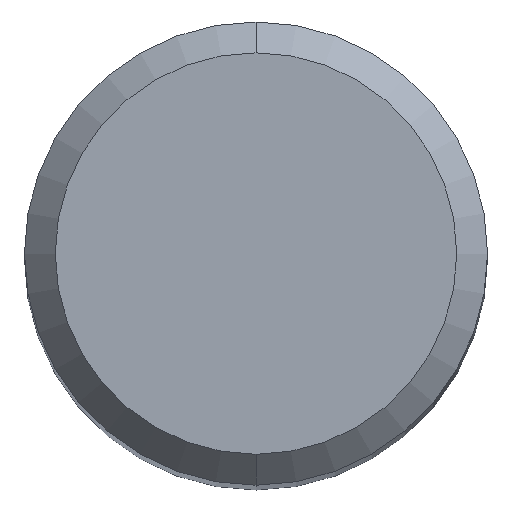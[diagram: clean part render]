
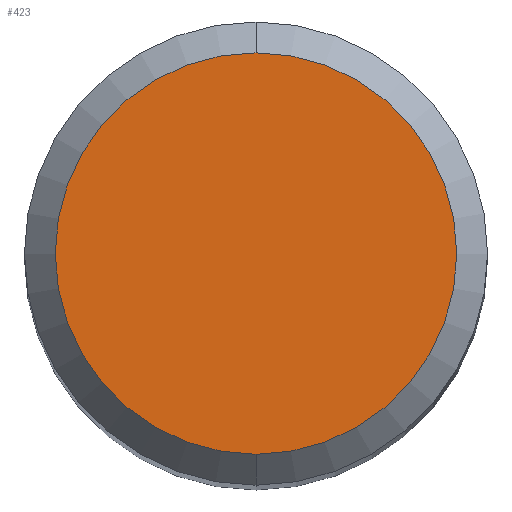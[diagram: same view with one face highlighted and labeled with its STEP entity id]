
A CAD part, top view. The second image highlights one B-rep face of the part: STEP entity #423.
In plain terms, the highlighted planar face has unit normal (0, 0, 1).
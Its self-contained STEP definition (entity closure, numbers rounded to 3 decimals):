
#197=EDGE_CURVE('',#427,#421,#490,.T.);
#287=EDGE_CURVE('',#421,#427,#588,.T.);
#421=VERTEX_POINT('',#737);
#423=ADVANCED_FACE('',(#739),#740,.T.);
#427=VERTEX_POINT('',#744);
#490=CIRCLE('',#857,2.6);
#588=CIRCLE('',#1044,2.6);
#737=CARTESIAN_POINT('',(0.,-2.6,0.0));
#739=FACE_OUTER_BOUND('',#1325,.T.);
#740=PLANE('',#1326);
#744=CARTESIAN_POINT('',(0.0,2.6,0.0));
#857=AXIS2_PLACEMENT_3D('',#1404,#1405,#1406);
#1044=AXIS2_PLACEMENT_3D('',#1509,#1510,#1511);
#1325=EDGE_LOOP('',(#1683,#1684));
#1326=AXIS2_PLACEMENT_3D('',#1685,#1686,#1687);
#1404=CARTESIAN_POINT('',(0.0,0.0,0.0));
#1405=DIRECTION('',(0.0,0.0,-1.0));
#1406=DIRECTION('',(0.0,1.0,0.0));
#1509=CARTESIAN_POINT('',(0.0,0.0,0.0));
#1510=DIRECTION('',(0.0,0.0,-1.0));
#1511=DIRECTION('',(0.0,1.0,0.0));
#1683=ORIENTED_EDGE('',*,*,#197,.F.);
#1684=ORIENTED_EDGE('',*,*,#287,.F.);
#1685=CARTESIAN_POINT('',(0.0,1.3,0.0));
#1686=DIRECTION('',(-0.0,0.0,1.0));
#1687=DIRECTION('',(0.0,-1.0,0.0));
